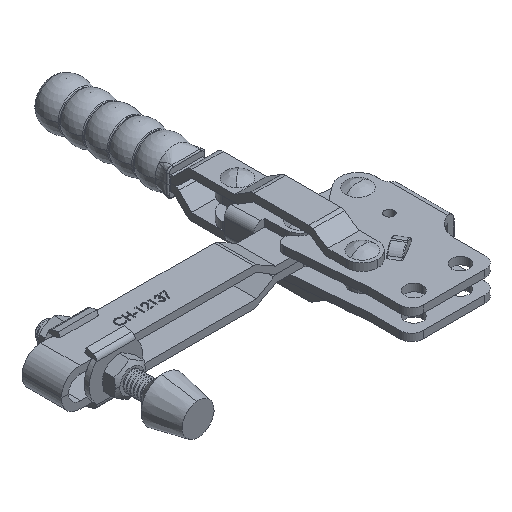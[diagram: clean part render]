
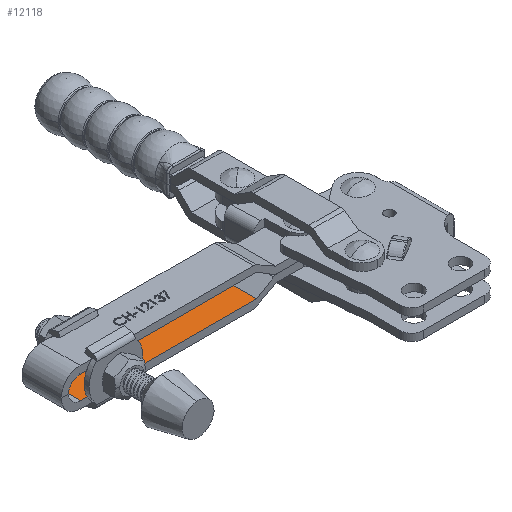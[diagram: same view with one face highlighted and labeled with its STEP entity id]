
A CAD part, isometric view. The second image highlights one B-rep face of the part: STEP entity #12118.
In plain terms, the highlighted face is planar.
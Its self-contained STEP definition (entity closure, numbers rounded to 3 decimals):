
#1260 = CARTESIAN_POINT ( 'NONE',  ( -128.899, 7.7, 25. ) ) ;
#1453 = ORIENTED_EDGE ( 'NONE', *, *, #6777, .T. ) ;
#2327 = CARTESIAN_POINT ( 'NONE',  ( -56.899, 7.7, 20.5 ) ) ;
#2752 = CARTESIAN_POINT ( 'NONE',  ( -128.899, 7.7, 20.5 ) ) ;
#4273 = DIRECTION ( 'NONE',  ( 1., 0., 0. ) ) ;
#5911 = ORIENTED_EDGE ( 'NONE', *, *, #23888, .F. ) ;
#6777 = EDGE_CURVE ( 'NONE', #16802, #31514, #25898, .T. ) ;
#8945 = VECTOR ( 'NONE', #13003, 1000. ) ;
#9658 = CARTESIAN_POINT ( 'NONE',  ( -128.899, 7.7, 4.5 ) ) ;
#11324 = CARTESIAN_POINT ( 'NONE',  ( -56.899, 7.7, 20.5 ) ) ;
#12118 = ADVANCED_FACE ( 'NONE', ( #18507 ), #18164, .F. ) ;
#12260 = DIRECTION ( 'NONE',  ( 0., 0., -1. ) ) ;
#12486 = LINE ( 'NONE', #2327, #27302 ) ;
#13003 = DIRECTION ( 'NONE',  ( -1., 0., 0. ) ) ;
#13121 = LINE ( 'NONE', #20633, #34485 ) ;
#14560 = VERTEX_POINT ( 'NONE', #11324 ) ;
#15301 = DIRECTION ( 'NONE',  ( 0., 0., -1. ) ) ;
#15514 = LINE ( 'NONE', #15793, #8945 ) ;
#15793 = CARTESIAN_POINT ( 'NONE',  ( -56.899, 7.7, 4.5 ) ) ;
#16236 = DIRECTION ( 'NONE',  ( 1., 0., 0. ) ) ;
#16239 = EDGE_CURVE ( 'NONE', #14560, #34802, #13121, .T. ) ;
#16802 = VERTEX_POINT ( 'NONE', #2752 ) ;
#18164 = PLANE ( 'NONE',  #24972 ) ;
#18507 = FACE_OUTER_BOUND ( 'NONE', #18662, .T. ) ;
#18662 = EDGE_LOOP ( 'NONE', ( #22783, #26942, #1453, #5911 ) ) ;
#20292 = EDGE_CURVE ( 'NONE', #16802, #14560, #12486, .T. ) ;
#20633 = CARTESIAN_POINT ( 'NONE',  ( -56.899, 7.7, 25. ) ) ;
#20941 = DIRECTION ( 'NONE',  ( 0., 1., 0. ) ) ;
#22783 = ORIENTED_EDGE ( 'NONE', *, *, #16239, .F. ) ;
#23888 = EDGE_CURVE ( 'NONE', #34802, #31514, #15514, .T. ) ;
#24972 = AXIS2_PLACEMENT_3D ( 'NONE', #26217, #20941, #4273 ) ;
#25898 = LINE ( 'NONE', #1260, #31560 ) ;
#26217 = CARTESIAN_POINT ( 'NONE',  ( -56.899, 7.7, 25. ) ) ;
#26942 = ORIENTED_EDGE ( 'NONE', *, *, #20292, .F. ) ;
#27302 = VECTOR ( 'NONE', #16236, 1000. ) ;
#30737 = CARTESIAN_POINT ( 'NONE',  ( -56.899, 7.7, 4.5 ) ) ;
#31514 = VERTEX_POINT ( 'NONE', #9658 ) ;
#31560 = VECTOR ( 'NONE', #15301, 1000. ) ;
#34485 = VECTOR ( 'NONE', #12260, 1000. ) ;
#34802 = VERTEX_POINT ( 'NONE', #30737 ) ;
